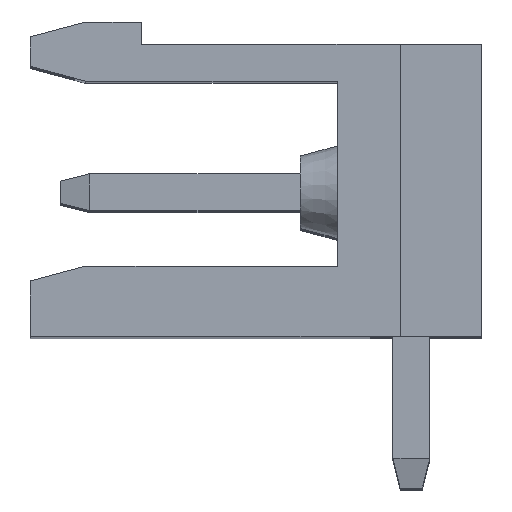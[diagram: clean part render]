
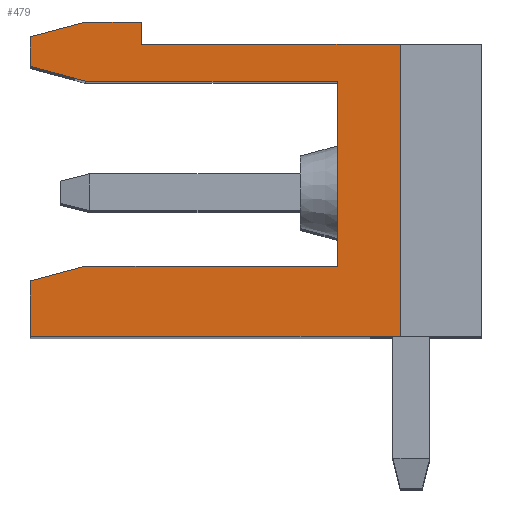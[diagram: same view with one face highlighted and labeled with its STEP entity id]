
A CAD part, top view. The second image highlights one B-rep face of the part: STEP entity #479.
In plain terms, the highlighted planar face has unit normal (0, 0, 1).
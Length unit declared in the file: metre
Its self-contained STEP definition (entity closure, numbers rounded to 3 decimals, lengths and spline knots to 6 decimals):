
#479=ADVANCED_FACE('',(#1308),#1309,.F.);
#1308=FACE_OUTER_BOUND('',#2520,.T.);
#1309=PLANE('',#2521);
#2520=EDGE_LOOP('',(#3957,#3958,#3959,#3960,#3961,#3962,#3963,#3964,#3965,#3966,#3967,#3968,#3969));
#2521=AXIS2_PLACEMENT_3D('',#3970,#3971,#3972);
#3957=ORIENTED_EDGE('',*,*,#7314,.T.);
#3958=ORIENTED_EDGE('',*,*,#7316,.T.);
#3959=ORIENTED_EDGE('',*,*,#7317,.T.);
#3960=ORIENTED_EDGE('',*,*,#7318,.T.);
#3961=ORIENTED_EDGE('',*,*,#7319,.T.);
#3962=ORIENTED_EDGE('',*,*,#7320,.T.);
#3963=ORIENTED_EDGE('',*,*,#7321,.T.);
#3964=ORIENTED_EDGE('',*,*,#7322,.F.);
#3965=ORIENTED_EDGE('',*,*,#7323,.F.);
#3966=ORIENTED_EDGE('',*,*,#7324,.F.);
#3967=ORIENTED_EDGE('',*,*,#7325,.F.);
#3968=ORIENTED_EDGE('',*,*,#7326,.F.);
#3969=ORIENTED_EDGE('',*,*,#7327,.T.);
#3970=CARTESIAN_POINT('',(-0.0037,0.0069,0.30324));
#3971=DIRECTION('',(0.0,0.0,-1.0));
#3972=DIRECTION('',(0.0,-1.0,0.0));
#7314=EDGE_CURVE('',#8688,#8799,#8801,.T.);
#7316=EDGE_CURVE('',#8799,#8803,#8804,.T.);
#7317=EDGE_CURVE('',#8803,#8805,#8806,.T.);
#7318=EDGE_CURVE('',#8805,#8807,#8808,.T.);
#7319=EDGE_CURVE('',#8807,#8809,#8810,.T.);
#7320=EDGE_CURVE('',#8809,#8811,#8812,.T.);
#7321=EDGE_CURVE('',#8811,#8813,#8814,.T.);
#7322=EDGE_CURVE('',#8815,#8813,#8816,.T.);
#7323=EDGE_CURVE('',#8817,#8815,#8818,.T.);
#7324=EDGE_CURVE('',#8819,#8817,#8820,.T.);
#7325=EDGE_CURVE('',#8821,#8819,#8822,.T.);
#7326=EDGE_CURVE('',#8823,#8821,#8824,.T.);
#7327=EDGE_CURVE('',#8823,#8688,#8825,.T.);
#8688=VERTEX_POINT('',#10761);
#8799=VERTEX_POINT('',#10928);
#8801=LINE('',#10931,#10932);
#8803=VERTEX_POINT('',#10934);
#8804=LINE('',#10935,#10936);
#8805=VERTEX_POINT('',#10937);
#8806=LINE('',#10938,#10939);
#8807=VERTEX_POINT('',#10940);
#8808=LINE('',#10941,#10942);
#8809=VERTEX_POINT('',#10943);
#8810=LINE('',#10944,#10945);
#8811=VERTEX_POINT('',#10946);
#8812=LINE('',#10947,#10948);
#8813=VERTEX_POINT('',#10949);
#8814=LINE('',#10950,#10951);
#8815=VERTEX_POINT('',#10952);
#8816=LINE('',#10953,#10954);
#8817=VERTEX_POINT('',#10955);
#8818=LINE('',#10956,#10957);
#8819=VERTEX_POINT('',#10958);
#8820=LINE('',#10959,#10960);
#8821=VERTEX_POINT('',#10961);
#8822=LINE('',#10962,#10963);
#8823=VERTEX_POINT('',#10964);
#8824=LINE('',#10965,#10966);
#8825=LINE('',#10967,#10968);
#10761=CARTESIAN_POINT('',(-0.012,0.,0.30324));
#10928=CARTESIAN_POINT('',(-0.002,0.,0.30324));
#10931=CARTESIAN_POINT('',(-0.012,0.,0.30324));
#10932=VECTOR('',#13526,1.0);
#10934=CARTESIAN_POINT('',(-0.002,0.0079,0.30324));
#10935=CARTESIAN_POINT('',(-0.002,0.0079,0.30324));
#10936=VECTOR('',#13527,1.0);
#10937=CARTESIAN_POINT('',(-0.009,0.0079,0.30324));
#10938=CARTESIAN_POINT('',(-0.0022,0.0079,0.30324));
#10939=VECTOR('',#13528,1.0);
#10940=CARTESIAN_POINT('',(-0.009,0.0085,0.30324));
#10941=CARTESIAN_POINT('',(-0.009,0.0081,0.30324));
#10942=VECTOR('',#13529,1.0);
#10943=CARTESIAN_POINT('',(-0.010507,0.0085,0.30324));
#10944=CARTESIAN_POINT('',(-0.009,0.0085,0.30324));
#10945=VECTOR('',#13530,1.0);
#10946=CARTESIAN_POINT('',(-0.012,0.0081,0.30324));
#10947=CARTESIAN_POINT('',(-0.010507,0.0085,0.30324));
#10948=VECTOR('',#13531,1.0);
#10949=CARTESIAN_POINT('',(-0.012,0.0073,0.30324));
#10950=CARTESIAN_POINT('',(-0.012,0.0082,0.30324));
#10951=VECTOR('',#13532,1.0);
#10952=CARTESIAN_POINT('',(-0.010507,0.0069,0.30324));
#10953=CARTESIAN_POINT('',(-0.012,0.0073,0.30324));
#10954=VECTOR('',#13533,1.0);
#10955=CARTESIAN_POINT('',(-0.0037,0.0069,0.30324));
#10956=CARTESIAN_POINT('',(-0.010507,0.0069,0.30324));
#10957=VECTOR('',#13534,1.0);
#10958=CARTESIAN_POINT('',(-0.0037,0.0019,0.30324));
#10959=CARTESIAN_POINT('',(-0.0037,0.0069,0.30324));
#10960=VECTOR('',#13535,1.0);
#10961=CARTESIAN_POINT('',(-0.0105,0.0019,0.30324));
#10962=CARTESIAN_POINT('',(-0.0037,0.0019,0.30324));
#10963=VECTOR('',#13536,1.0);
#10964=CARTESIAN_POINT('',(-0.012,0.001498,0.30324));
#10965=CARTESIAN_POINT('',(-0.0105,0.0019,0.30324));
#10966=VECTOR('',#13537,1.0);
#10967=CARTESIAN_POINT('',(-0.012,0.0082,0.30324));
#10968=VECTOR('',#13538,1.0);
#13526=DIRECTION('',(1.0,0.0,0.0));
#13527=DIRECTION('',(0.0,1.0,0.0));
#13528=DIRECTION('',(-1.0,0.0,0.0));
#13529=DIRECTION('',(0.,1.0,0.0));
#13530=DIRECTION('',(-1.0,0.0,0.0));
#13531=DIRECTION('',(-0.966,-0.259,0.0));
#13532=DIRECTION('',(0.0,-1.0,0.0));
#13533=DIRECTION('',(-0.966,0.259,0.0));
#13534=DIRECTION('',(-1.0,0.0,0.0));
#13535=DIRECTION('',(0.,1.0,0.0));
#13536=DIRECTION('',(1.0,0.0,0.0));
#13537=DIRECTION('',(0.966,0.259,0.0));
#13538=DIRECTION('',(0.0,-1.0,0.0));
